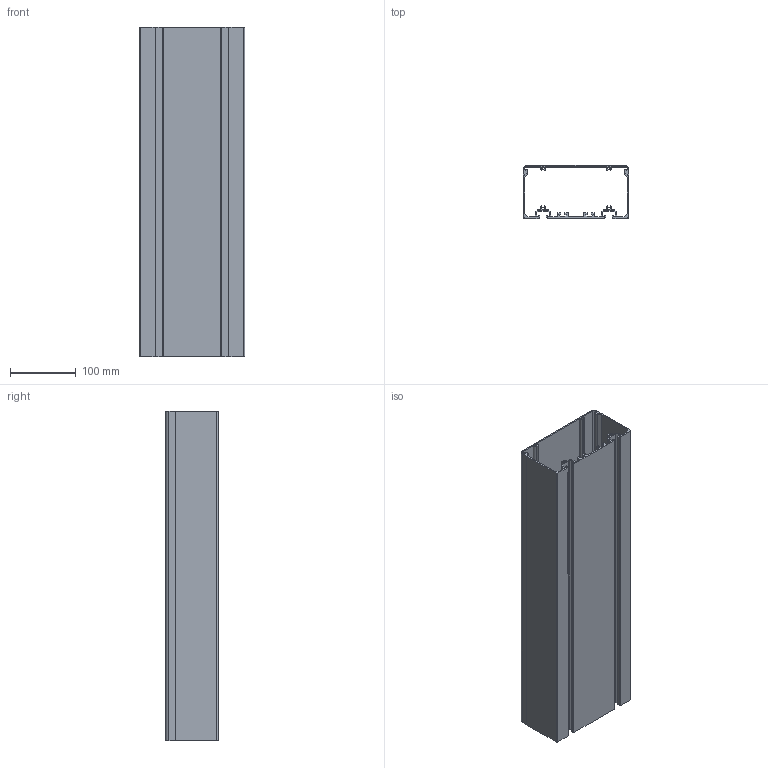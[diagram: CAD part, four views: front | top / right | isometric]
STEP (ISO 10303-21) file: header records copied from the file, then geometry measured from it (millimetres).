
FILE_DESCRIPTION(/* description */ ('Profilo canalina portacavi 80x160 L=1000 mm'),/* implementation_level */ '2;1');
FILE_NAME(/* name */ 'PGC80160_L=1000.stp',/* time_stamp */ '2021-08-04T14:24:03+02:00',/* author */ ('giacomo.grandesso'),/* organization */ (''),/* preprocessor_version */ 'ST-DEVELOPER v18.1',/* originating_system */ 'Autodesk Inventor 2021',/* authorisation */ '');
FILE_SCHEMA (('AUTOMOTIVE_DESIGN { 1 0 10303 214 3 1 1 }'));
Length unit declared in the file: millimetre
Products named in the file (1): PGC80160_L=1000
Bounding box: 160 x 80.02 x 500 mm (x, y, z)
Volume: 673838.9 mm3; surface area: 616597.7 mm2
Topology: 1 solids, 1 shells, 183 faces, 543 edges, 362 vertices
Faces by surface type: plane 111, cylinder 71, bspline 1
Entity records: 6219 total; most frequent: CARTESIAN_POINT 1126, ORIENTED_EDGE 1086, DIRECTION 1049, EDGE_CURVE 543, LINE 399, VECTOR 399, VERTEX_POINT 362, AXIS2_PLACEMENT_3D 325
